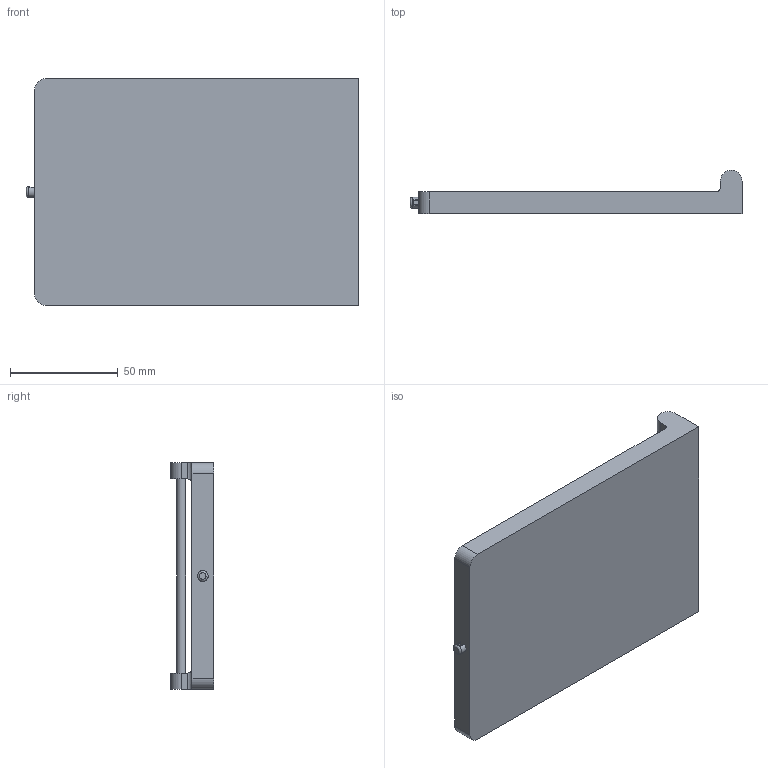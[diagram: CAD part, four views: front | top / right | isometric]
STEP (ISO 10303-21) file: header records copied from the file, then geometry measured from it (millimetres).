
FILE_DESCRIPTION(/* description */ ('STEP AP242','CAx-IF Rec.Pracs.---Representation and Presentation of Product Manufacturing Information (PMI)---4.0---2014-10-13','CAx-IF Rec.Pracs.---3D Tessellated Geometry---0.4---2014-09-14','2;1'),/* implementation_level */ '2;1');
FILE_NAME(/* name */ '66a3f16f7c8cbf300ee6670e',/* time_stamp */ '2024-07-26T18:56:48Z',/* author */ (''),/* organization */ (''),/* preprocessor_version */ 'ST-DEVELOPER v20',/* originating_system */ ' ',/* authorisation */ ' ');
FILE_SCHEMA (('AP242_MANAGED_MODEL_BASED_3D_ENGINEERING_MIM_LF { 1 0 10303 442 1 1 4 }'));
Length unit declared in the file: metre
Products named in the file (1): Part 1
Bounding box: 154 x 20 x 105 mm (x, y, z)
Volume: 129657.6 mm3; surface area: 47691.6 mm2
Topology: 1 solids, 1 shells, 158 faces, 419 edges, 265 vertices
Faces by surface type: plane 82, cylinder 74, torus 2
Full cylindrical faces by diameter (mm): 4.1 x1, 5 x1
Entity records: 5008 total; most frequent: CARTESIAN_POINT 1148, ORIENTED_EDGE 830, DIRECTION 768, EDGE_CURVE 415, AXIS2_PLACEMENT_3D 272, VERTEX_POINT 264, LINE 224, VECTOR 224
